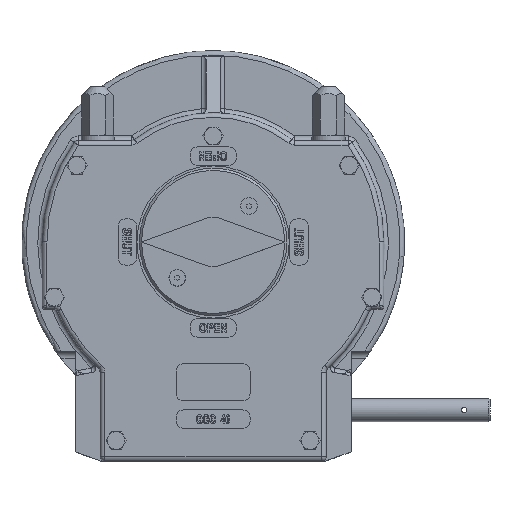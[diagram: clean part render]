
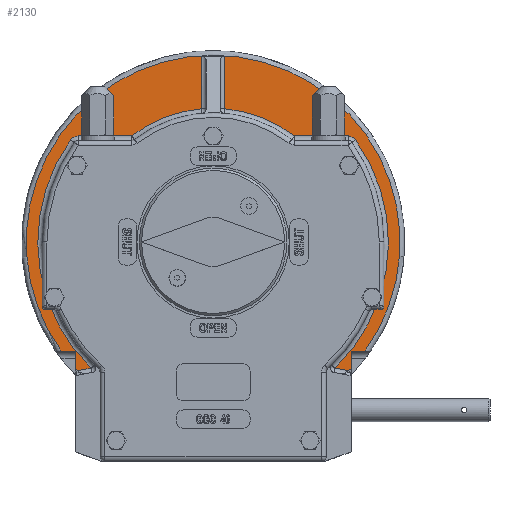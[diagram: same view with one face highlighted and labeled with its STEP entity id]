
A CAD part, top view. The second image highlights one B-rep face of the part: STEP entity #2130.
In plain terms, the highlighted planar face has unit normal (0, 0, 1).
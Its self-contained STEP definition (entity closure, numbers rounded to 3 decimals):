
#2130 = ADVANCED_FACE( '', ( #5514 ), #5515, .F. );
#5514 = FACE_OUTER_BOUND( '', #11369, .T. );
#5515 = PLANE( '', #11370 );
#11369 = EDGE_LOOP( '', ( #20242, #20243, #20244, #20245, #20246, #20247, #20248, #20249, #20250, #20251, #20252, #20253, #20254, #20255, #20256, #20257, #20258, #20259, #20260, #20261 ) );
#11370 = AXIS2_PLACEMENT_3D( '', #20262, #20263, #20264 );
#20242 = ORIENTED_EDGE( '', *, *, #32915, .T. );
#20243 = ORIENTED_EDGE( '', *, *, #32916, .T. );
#20244 = ORIENTED_EDGE( '', *, *, #32917, .T. );
#20245 = ORIENTED_EDGE( '', *, *, #32918, .T. );
#20246 = ORIENTED_EDGE( '', *, *, #32919, .T. );
#20247 = ORIENTED_EDGE( '', *, *, #32920, .T. );
#20248 = ORIENTED_EDGE( '', *, *, #32921, .T. );
#20249 = ORIENTED_EDGE( '', *, *, #32922, .T. );
#20250 = ORIENTED_EDGE( '', *, *, #32923, .F. );
#20251 = ORIENTED_EDGE( '', *, *, #31477, .T. );
#20252 = ORIENTED_EDGE( '', *, *, #31656, .T. );
#20253 = ORIENTED_EDGE( '', *, *, #32904, .T. );
#20254 = ORIENTED_EDGE( '', *, *, #32846, .F. );
#20255 = ORIENTED_EDGE( '', *, *, #32924, .T. );
#20256 = ORIENTED_EDGE( '', *, *, #32925, .T. );
#20257 = ORIENTED_EDGE( '', *, *, #32926, .T. );
#20258 = ORIENTED_EDGE( '', *, *, #32927, .F. );
#20259 = ORIENTED_EDGE( '', *, *, #31948, .T. );
#20260 = ORIENTED_EDGE( '', *, *, #32928, .T. );
#20261 = ORIENTED_EDGE( '', *, *, #32929, .T. );
#20262 = CARTESIAN_POINT( '', ( 0., 0., 56. ) );
#20263 = DIRECTION( '', ( 0., 0., -1. ) );
#20264 = DIRECTION( '', ( -1., 0., 0. ) );
#31477 = EDGE_CURVE( '', #36719, #36724, #36726, .T. );
#31656 = EDGE_CURVE( '', #36724, #37038, #37040, .T. );
#31948 = EDGE_CURVE( '', #37539, #37544, #37546, .T. );
#32846 = EDGE_CURVE( '', #39089, #39091, #39092, .T. );
#32904 = EDGE_CURVE( '', #37038, #39091, #39187, .F. );
#32915 = EDGE_CURVE( '', #39201, #39202, #39203, .T. );
#32916 = EDGE_CURVE( '', #39202, #39204, #39205, .T. );
#32917 = EDGE_CURVE( '', #39204, #39206, #39207, .F. );
#32918 = EDGE_CURVE( '', #39206, #39208, #39209, .T. );
#32919 = EDGE_CURVE( '', #39208, #39210, #39211, .T. );
#32920 = EDGE_CURVE( '', #39210, #39212, #39213, .F. );
#32921 = EDGE_CURVE( '', #39212, #39214, #39215, .F. );
#32922 = EDGE_CURVE( '', #39214, #39216, #39217, .T. );
#32923 = EDGE_CURVE( '', #36719, #39216, #39218, .F. );
#32924 = EDGE_CURVE( '', #39089, #39219, #39220, .T. );
#32925 = EDGE_CURVE( '', #39219, #39221, #39222, .T. );
#32926 = EDGE_CURVE( '', #39221, #39223, #39224, .T. );
#32927 = EDGE_CURVE( '', #37539, #39223, #39225, .F. );
#32928 = EDGE_CURVE( '', #37544, #39226, #39227, .F. );
#32929 = EDGE_CURVE( '', #39226, #39201, #39228, .F. );
#36719 = VERTEX_POINT( '', #44582 );
#36724 = VERTEX_POINT( '', #44588 );
#36726 = LINE( '', #44590, #44591 );
#37038 = VERTEX_POINT( '', #45561 );
#37040 = CIRCLE( '', #45563, 145. );
#37539 = VERTEX_POINT( '', #46858 );
#37544 = VERTEX_POINT( '', #46863 );
#37546 = CIRCLE( '', #46865, 190. );
#39089 = VERTEX_POINT( '', #50448 );
#39091 = VERTEX_POINT( '', #50450 );
#39092 = LINE( '', #50451, #50452 );
#39187 = LINE( '', #50633, #50634 );
#39201 = VERTEX_POINT( '', #50654 );
#39202 = VERTEX_POINT( '', #50655 );
#39203 = LINE( '', #50656, #50657 );
#39204 = VERTEX_POINT( '', #50658 );
#39205 = LINE( '', #50659, #50660 );
#39206 = VERTEX_POINT( '', #50661 );
#39207 = CIRCLE( '', #50662, 202.5 );
#39208 = VERTEX_POINT( '', #50663 );
#39209 = LINE( '', #50664, #50665 );
#39210 = VERTEX_POINT( '', #50666 );
#39211 = LINE( '', #50667, #50668 );
#39212 = VERTEX_POINT( '', #50669 );
#39213 = CIRCLE( '', #50670, 202.5 );
#39214 = VERTEX_POINT( '', #50671 );
#39215 = LINE( '', #50672, #50673 );
#39216 = VERTEX_POINT( '', #50674 );
#39217 = CIRCLE( '', #50675, 190. );
#39218 = CIRCLE( '', #50676, 10. );
#39219 = VERTEX_POINT( '', #50677 );
#39220 = LINE( '', #50678, #50679 );
#39221 = VERTEX_POINT( '', #50680 );
#39222 = CIRCLE( '', #50681, 145. );
#39223 = VERTEX_POINT( '', #50682 );
#39224 = LINE( '', #50683, #50684 );
#39225 = CIRCLE( '', #50685, 10. );
#39226 = VERTEX_POINT( '', #50686 );
#39227 = LINE( '', #50687, #50688 );
#39228 = CIRCLE( '', #50689, 202.5 );
#44582 = CARTESIAN_POINT( '', ( -146.202, 115., 56. ) );
#44588 = CARTESIAN_POINT( '', ( -88.318, 115., 56. ) );
#44590 = CARTESIAN_POINT( '', ( 0., 115., 56. ) );
#44591 = VECTOR( '', #61908, 1000. );
#45561 = CARTESIAN_POINT( '', ( -12.5, 144.46, 56. ) );
#45563 = AXIS2_PLACEMENT_3D( '', #62082, #62083, #62084 );
#46858 = CARTESIAN_POINT( '', ( 154.324, 110.833, 56. ) );
#46863 = CARTESIAN_POINT( '', ( 132.089, -136.574, 56. ) );
#46865 = AXIS2_PLACEMENT_3D( '', #62409, #62410, #62411 );
#50448 = CARTESIAN_POINT( '', ( 12.5, 201.5, 56. ) );
#50450 = CARTESIAN_POINT( '', ( -12.5, 201.5, 56. ) );
#50451 = CARTESIAN_POINT( '', ( 0., 201.5, 56. ) );
#50452 = VECTOR( '', #63283, 1000. );
#50633 = CARTESIAN_POINT( '', ( -12.5, 201.5, 56. ) );
#50634 = VECTOR( '', #63346, 1000. );
#50654 = CARTESIAN_POINT( '', ( 149.5, -136.587, 56. ) );
#50655 = CARTESIAN_POINT( '', ( 149.5, -118., 56. ) );
#50656 = CARTESIAN_POINT( '', ( 149.5, 0., 56. ) );
#50657 = VECTOR( '', #63356, 1000. );
#50658 = CARTESIAN_POINT( '', ( 164.567, -118., 56. ) );
#50659 = CARTESIAN_POINT( '', ( 0., -118., 56. ) );
#50660 = VECTOR( '', #63357, 1000. );
#50661 = CARTESIAN_POINT( '', ( -164.567, -118., 56. ) );
#50662 = AXIS2_PLACEMENT_3D( '', #63358, #63359, #63360 );
#50663 = CARTESIAN_POINT( '', ( -149.5, -118., 56. ) );
#50664 = CARTESIAN_POINT( '', ( 0., -118., 56. ) );
#50665 = VECTOR( '', #63361, 1000. );
#50666 = CARTESIAN_POINT( '', ( -149.5, -136.587, 56. ) );
#50667 = CARTESIAN_POINT( '', ( -149.5, 0., 56. ) );
#50668 = VECTOR( '', #63362, 1000. );
#50669 = CARTESIAN_POINT( '', ( -147.058, -139.213, 56. ) );
#50670 = AXIS2_PLACEMENT_3D( '', #63363, #63364, #63365 );
#50671 = CARTESIAN_POINT( '', ( -132.089, -136.574, 56. ) );
#50672 = CARTESIAN_POINT( '', ( -122.105, -134.813, 56. ) );
#50673 = VECTOR( '', #63366, 1000. );
#50674 = CARTESIAN_POINT( '', ( -154.324, 110.833, 56. ) );
#50675 = AXIS2_PLACEMENT_3D( '', #63367, #63368, #63369 );
#50676 = AXIS2_PLACEMENT_3D( '', #63370, #63371, #63372 );
#50677 = CARTESIAN_POINT( '', ( 12.5, 144.46, 56. ) );
#50678 = CARTESIAN_POINT( '', ( 12.5, 0., 56. ) );
#50679 = VECTOR( '', #63373, 1000. );
#50680 = CARTESIAN_POINT( '', ( 88.318, 115., 56. ) );
#50681 = AXIS2_PLACEMENT_3D( '', #63374, #63375, #63376 );
#50682 = CARTESIAN_POINT( '', ( 146.202, 115., 56. ) );
#50683 = CARTESIAN_POINT( '', ( 0., 115., 56. ) );
#50684 = VECTOR( '', #63377, 1000. );
#50685 = AXIS2_PLACEMENT_3D( '', #63378, #63379, #63380 );
#50686 = CARTESIAN_POINT( '', ( 147.058, -139.213, 56. ) );
#50687 = CARTESIAN_POINT( '', ( 149.686, -139.677, 56. ) );
#50688 = VECTOR( '', #63381, 1000. );
#50689 = AXIS2_PLACEMENT_3D( '', #63382, #63383, #63384 );
#61908 = DIRECTION( '', ( 1., 0., 0. ) );
#62082 = CARTESIAN_POINT( '', ( 0., 0., 56. ) );
#62083 = DIRECTION( '', ( 0., 0., -1. ) );
#62084 = DIRECTION( '', ( -1., 0., 0. ) );
#62409 = CARTESIAN_POINT( '', ( 0., 0., 56. ) );
#62410 = DIRECTION( '', ( 0., 0., -1. ) );
#62411 = DIRECTION( '', ( -1., 0., 0. ) );
#63283 = DIRECTION( '', ( -1., 0., 0. ) );
#63346 = DIRECTION( '', ( 0., -1., 0. ) );
#63356 = DIRECTION( '', ( 0., 1., 0. ) );
#63357 = DIRECTION( '', ( 1., 0., 0. ) );
#63358 = CARTESIAN_POINT( '', ( 0., 0., 56. ) );
#63359 = DIRECTION( '', ( 0., 0., -1. ) );
#63360 = DIRECTION( '', ( -1., 0., 0. ) );
#63361 = DIRECTION( '', ( 1., 0., 0. ) );
#63362 = DIRECTION( '', ( 0., -1., 0. ) );
#63363 = CARTESIAN_POINT( '', ( 0., 0., 56. ) );
#63364 = DIRECTION( '', ( 0., 0., -1. ) );
#63365 = DIRECTION( '', ( -1., 0., 0. ) );
#63366 = DIRECTION( '', ( -0.985, -0.174, 0. ) );
#63367 = CARTESIAN_POINT( '', ( 0., 0., 56. ) );
#63368 = DIRECTION( '', ( 0., 0., -1. ) );
#63369 = DIRECTION( '', ( -1., 0., 0. ) );
#63370 = CARTESIAN_POINT( '', ( -146.202, 105., 56. ) );
#63371 = DIRECTION( '', ( 0., 0., -1. ) );
#63372 = DIRECTION( '', ( -1., 0., 0. ) );
#63373 = DIRECTION( '', ( 0., -1., 0. ) );
#63374 = CARTESIAN_POINT( '', ( 0., 0., 56. ) );
#63375 = DIRECTION( '', ( 0., 0., -1. ) );
#63376 = DIRECTION( '', ( -1., 0., 0. ) );
#63377 = DIRECTION( '', ( 1., 0., 0. ) );
#63378 = CARTESIAN_POINT( '', ( 146.202, 105., 56. ) );
#63379 = DIRECTION( '', ( 0., 0., -1. ) );
#63380 = DIRECTION( '', ( -1., 0., 0. ) );
#63381 = DIRECTION( '', ( -0.985, 0.174, 0. ) );
#63382 = CARTESIAN_POINT( '', ( 0., 0., 56. ) );
#63383 = DIRECTION( '', ( 0., 0., -1. ) );
#63384 = DIRECTION( '', ( -1., 0., 0. ) );
